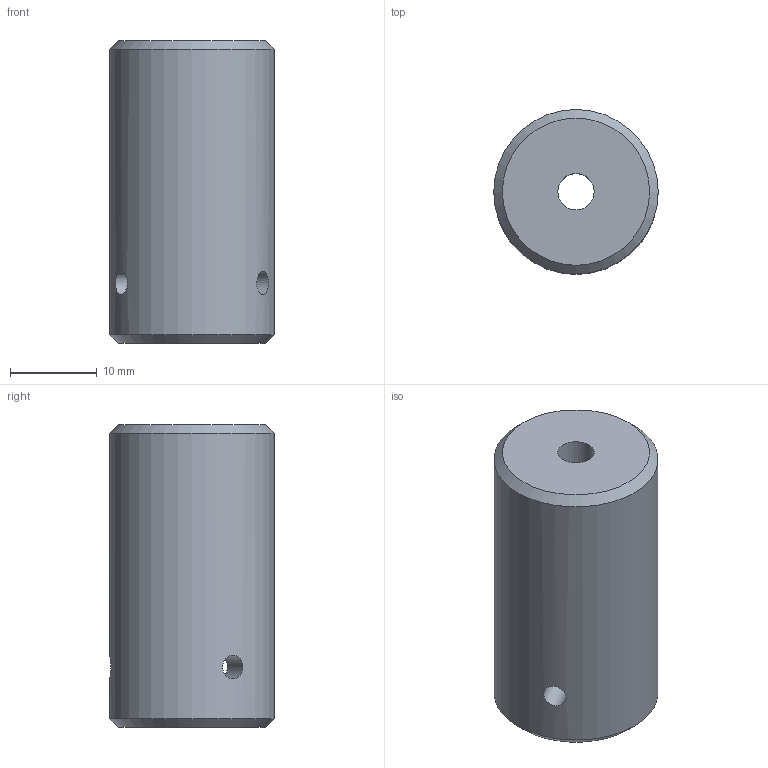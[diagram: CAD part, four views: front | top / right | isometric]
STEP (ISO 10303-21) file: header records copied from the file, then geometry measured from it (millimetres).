
FILE_DESCRIPTION(/* description */ ('STEP AP214'),/* implementation_level */ '2;1');
FILE_NAME(/* name */ '66957d6ab3d6787b3fd140a8',/* time_stamp */ '2024-07-15T19:50:02Z',/* author */ (''),/* organization */ (''),/* preprocessor_version */ 'ST-DEVELOPER v20',/* originating_system */ ' ',/* authorisation */ ' ');
FILE_SCHEMA (('AUTOMOTIVE_DESIGN {1 0 10303 214 3 1 1}'));
Length unit declared in the file: metre
Products named in the file (1): Swivel
Bounding box: 19 x 19 x 35 mm (x, y, z)
Volume: 7403.4 mm3; surface area: 3555.1 mm2
Topology: 1 solids, 1 shells, 13 faces, 26 edges, 17 vertices
Faces by surface type: cylinder 7, plane 4, cone 2
Full cylindrical faces by diameter (mm): 2.705 x3, 4.2 x1, 11 x1, 12 x1, 19 x1
Entity records: 382 total; most frequent: CARTESIAN_POINT 106, DIRECTION 48, ORIENTED_EDGE 32, EDGE_LOOP 32, FACE_BOUND 32, AXIS2_PLACEMENT_3D 24, EDGE_CURVE 16, VERTEX_POINT 16
